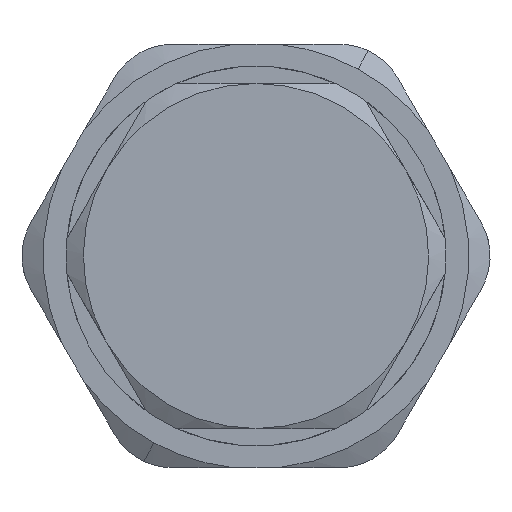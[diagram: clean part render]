
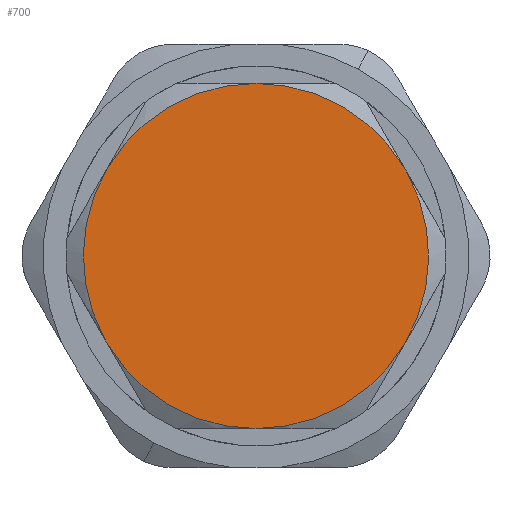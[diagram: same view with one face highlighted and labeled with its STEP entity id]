
A CAD part, front view. The second image highlights one B-rep face of the part: STEP entity #700.
In plain terms, the highlighted planar face has unit normal (0, -1, 0).
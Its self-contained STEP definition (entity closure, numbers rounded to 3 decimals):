
#284=CARTESIAN_POINT('Axis2P3D Location',(0.,0.,0.)) ;
#288=CARTESIAN_POINT('Vertex',(12.99,0.,7.5)) ;
#290=CARTESIAN_POINT('Vertex',(0.,0.,15.)) ;
#479=CARTESIAN_POINT('Vertex',(12.99,0.,-7.5)) ;
#482=CARTESIAN_POINT('Axis2P3D Location',(0.,0.,0.)) ;
#486=CARTESIAN_POINT('Vertex',(0.,0.,-15.)) ;
#537=CARTESIAN_POINT('Axis2P3D Location',(0.,0.,0.)) ;
#541=CARTESIAN_POINT('Vertex',(-12.99,0.,-7.5)) ;
#620=CARTESIAN_POINT('Vertex',(-12.99,0.,7.5)) ;
#627=CARTESIAN_POINT('Vertex',(-13.164,0.,-7.191)) ;
#630=CARTESIAN_POINT('Axis2P3D Location',(0.,0.,0.)) ;
#654=CARTESIAN_POINT('Vertex',(13.164,0.,7.191)) ;
#657=CARTESIAN_POINT('Axis2P3D Location',(0.,0.,0.)) ;
#670=CARTESIAN_POINT('Axis2P3D Location',(15.,0.,0.)) ;
#675=CARTESIAN_POINT('Axis2P3D Location',(0.,0.,0.)) ;
#680=CARTESIAN_POINT('Axis2P3D Location',(0.,0.,0.)) ;
#685=CARTESIAN_POINT('Axis2P3D Location',(0.,0.,0.)) ;
#285=DIRECTION('Axis2P3D Direction',(0.,1.,-0.)) ;
#483=DIRECTION('Axis2P3D Direction',(0.,1.,-0.)) ;
#538=DIRECTION('Axis2P3D Direction',(0.,1.,-0.)) ;
#631=DIRECTION('Axis2P3D Direction',(0.,1.,-0.)) ;
#658=DIRECTION('Axis2P3D Direction',(0.,1.,-0.)) ;
#671=DIRECTION('Axis2P3D Direction',(0.,-1.,0.)) ;
#672=DIRECTION('Axis2P3D XDirection',(1.,0.,0.)) ;
#676=DIRECTION('Axis2P3D Direction',(0.,-1.,0.)) ;
#681=DIRECTION('Axis2P3D Direction',(0.,-1.,0.)) ;
#686=DIRECTION('Axis2P3D Direction',(0.,-1.,0.)) ;
#286=AXIS2_PLACEMENT_3D('Circle Axis2P3D',#284,#285,$) ;
#484=AXIS2_PLACEMENT_3D('Circle Axis2P3D',#482,#483,$) ;
#539=AXIS2_PLACEMENT_3D('Circle Axis2P3D',#537,#538,$) ;
#632=AXIS2_PLACEMENT_3D('Circle Axis2P3D',#630,#631,$) ;
#659=AXIS2_PLACEMENT_3D('Circle Axis2P3D',#657,#658,$) ;
#673=AXIS2_PLACEMENT_3D('Plane Axis2P3D',#670,#671,#672) ;
#677=AXIS2_PLACEMENT_3D('Circle Axis2P3D',#675,#676,$) ;
#682=AXIS2_PLACEMENT_3D('Circle Axis2P3D',#680,#681,$) ;
#687=AXIS2_PLACEMENT_3D('Circle Axis2P3D',#685,#686,$) ;
#287=CIRCLE('generated circle',#286,15.) ;
#485=CIRCLE('generated circle',#484,15.) ;
#540=CIRCLE('generated circle',#539,15.) ;
#633=CIRCLE('generated circle',#632,15.) ;
#660=CIRCLE('generated circle',#659,15.) ;
#678=CIRCLE('generated circle',#677,15.) ;
#683=CIRCLE('generated circle',#682,15.) ;
#688=CIRCLE('generated circle',#687,15.) ;
#674=PLANE('',#673) ;
#292=EDGE_CURVE('',#289,#291,#287,.F.) ;
#488=EDGE_CURVE('',#487,#480,#485,.F.) ;
#543=EDGE_CURVE('',#542,#487,#540,.F.) ;
#634=EDGE_CURVE('',#621,#628,#633,.F.) ;
#661=EDGE_CURVE('',#480,#655,#660,.F.) ;
#679=EDGE_CURVE('',#655,#289,#678,.T.) ;
#684=EDGE_CURVE('',#291,#621,#683,.T.) ;
#689=EDGE_CURVE('',#628,#542,#688,.T.) ;
#691=ORIENTED_EDGE('',*,*,#679,.T.) ;
#692=ORIENTED_EDGE('',*,*,#292,.T.) ;
#693=ORIENTED_EDGE('',*,*,#684,.T.) ;
#694=ORIENTED_EDGE('',*,*,#634,.T.) ;
#695=ORIENTED_EDGE('',*,*,#689,.T.) ;
#696=ORIENTED_EDGE('',*,*,#543,.T.) ;
#697=ORIENTED_EDGE('',*,*,#488,.T.) ;
#698=ORIENTED_EDGE('',*,*,#661,.T.) ;
#690=EDGE_LOOP('',(#691,#692,#693,#694,#695,#696,#697,#698)) ;
#289=VERTEX_POINT('',#288) ;
#291=VERTEX_POINT('',#290) ;
#480=VERTEX_POINT('',#479) ;
#487=VERTEX_POINT('',#486) ;
#542=VERTEX_POINT('',#541) ;
#621=VERTEX_POINT('',#620) ;
#628=VERTEX_POINT('',#627) ;
#655=VERTEX_POINT('',#654) ;
#700=ADVANCED_FACE('PartBody',(#699),#674,.T.) ;
#699=FACE_OUTER_BOUND('',#690,.T.) ;
